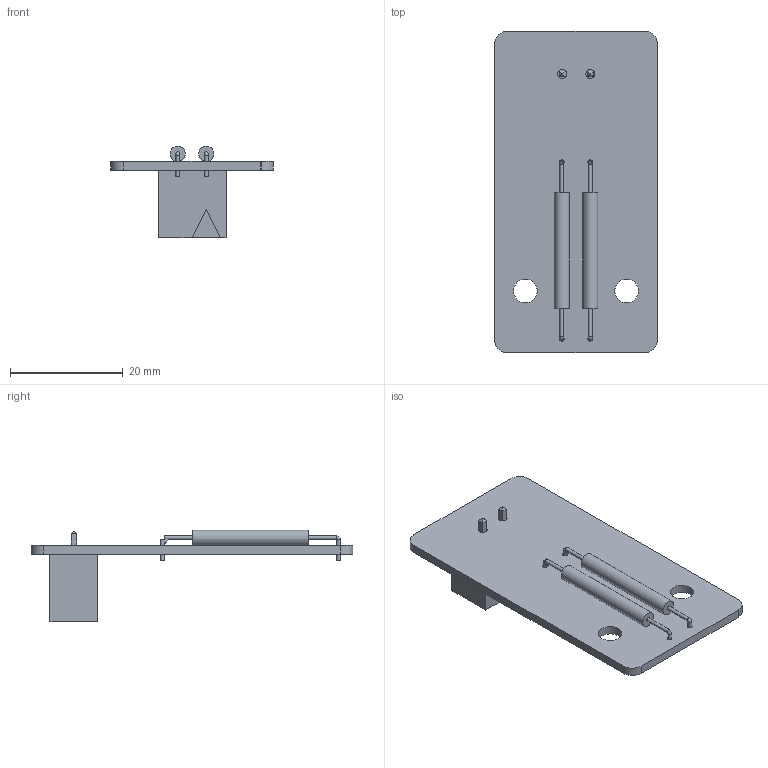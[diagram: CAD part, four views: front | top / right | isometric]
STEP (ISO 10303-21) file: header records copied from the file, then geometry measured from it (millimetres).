
FILE_DESCRIPTION(/* description */ (''),/* implementation_level */ '2;1');
FILE_NAME(/* name */ 'ILS.step',/* time_stamp */ '2022-03-02T10:35:39+01:00',/* author */ (''),/* organization */ (''),/* preprocessor_version */ 'ST-DEVELOPER v18.1',/* originating_system */ 'Autodesk Translation Framework v10.13.0.1454',/* authorisation */ '');
FILE_SCHEMA (('AUTOMOTIVE_DESIGN { 1 0 10303 214 3 1 1 }'));
Length unit declared in the file: millimetre
Products named in the file (10): ILS; Board; Packages; SHDR2W100P0X500_1X2_1200X850X1; Body; LeadsArray; RESAD3130W65L2050D270; SimpleBody; Sweep1; Sweep2
Assembly tree (10 placements, depth 4):
  ILS
    Board
    Packages
      SHDR2W100P0X500_1X2_1200X850X1
        Body
        LeadsArray
      RESAD3130W65L2050D270  x2
        SimpleBody
        Sweep1
        Sweep2
Bounding box: 28.88 x 57.14 x 16.27 mm (x, y, z)
Volume: 3590.4 mm3; surface area: 5079.5 mm2
Topology: 10 solids, 10 shells, 89 faces, 194 edges, 112 vertices
Faces by surface type: plane 63, cylinder 22, bspline 4
Full cylindrical faces by diameter (mm): 0.65 x8, 0.85 x4, 1.6 x2, 2.7 x2, 4.2 x2
Entity records: 2493 total; most frequent: CARTESIAN_POINT 477, DIRECTION 389, ORIENTED_EDGE 328, EDGE_CURVE 164, AXIS2_PLACEMENT_3D 131, LINE 127, VECTOR 127, VERTEX_POINT 102
